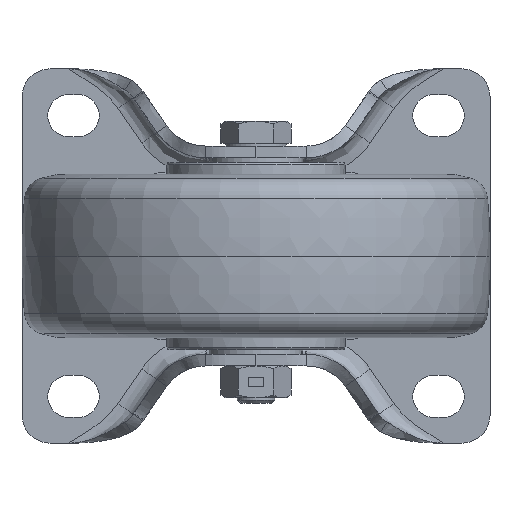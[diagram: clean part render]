
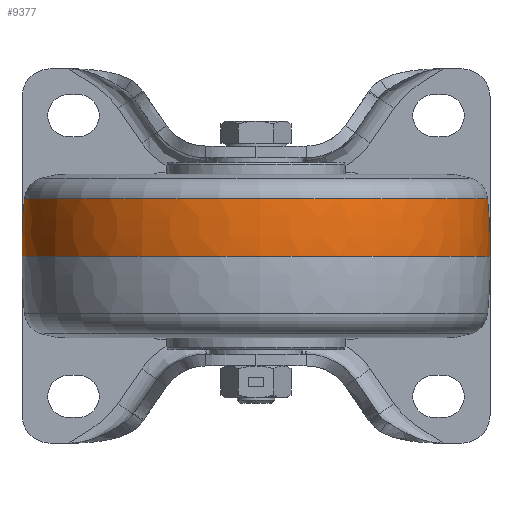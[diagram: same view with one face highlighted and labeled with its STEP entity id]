
A CAD part, front view. The second image highlights one B-rep face of the part: STEP entity #9377.
In plain terms, the highlighted toroidal (fillet/blend) face has major radius 74.996 mm and minor radius 125 mm.
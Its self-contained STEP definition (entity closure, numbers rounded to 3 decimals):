
#261 = CARTESIAN_POINT ( 'NONE',  ( 0., -75., 0. ) ) ;
#791 = EDGE_CURVE ( 'NONE', #21944, #3591, #34294, .T. ) ;
#1746 = EDGE_LOOP ( 'NONE', ( #36067, #41548, #10781, #15531 ) ) ;
#2143 = AXIS2_PLACEMENT_3D ( 'NONE', #26192, #48825, #41113 ) ;
#3591 = VERTEX_POINT ( 'NONE', #43155 ) ;
#4609 = FACE_OUTER_BOUND ( 'NONE', #1746, .T. ) ;
#6163 = AXIS2_PLACEMENT_3D ( 'NONE', #7835, #42934, #27991 ) ;
#7247 = AXIS2_PLACEMENT_3D ( 'NONE', #32189, #13492, #43642 ) ;
#7835 = CARTESIAN_POINT ( 'NONE',  ( 0., -75., 1. ) ) ;
#9377 = ADVANCED_FACE ( 'NONE', ( #4609 ), #11693, .T. ) ;
#10781 = ORIENTED_EDGE ( 'NONE', *, *, #26992, .T. ) ;
#10935 = CIRCLE ( 'NONE', #2143, 125. ) ;
#11099 = AXIS2_PLACEMENT_3D ( 'NONE', #45073, #30344, #30591 ) ;
#11498 = CIRCLE ( 'NONE', #33765, 50. ) ;
#11693 = TOROIDAL_SURFACE ( 'NONE', #6163, -74.996, 125. ) ;
#12547 = CARTESIAN_POINT ( 'NONE',  ( -49.994, -75.758, 0. ) ) ;
#13492 = DIRECTION ( 'NONE',  ( -0.015, 1., 0. ) ) ;
#13934 = CARTESIAN_POINT ( 'NONE',  ( 49.994, -74.242, 0. ) ) ;
#15493 = DIRECTION ( 'NONE',  ( 0., 0., 1. ) ) ;
#15531 = ORIENTED_EDGE ( 'NONE', *, *, #48167, .F. ) ;
#21944 = VERTEX_POINT ( 'NONE', #12547 ) ;
#24592 = EDGE_CURVE ( 'NONE', #21944, #40692, #11498, .T. ) ;
#26192 = CARTESIAN_POINT ( 'NONE',  ( -74.987, -76.137, 1. ) ) ;
#26992 = EDGE_CURVE ( 'NONE', #40692, #42813, #10935, .T. ) ;
#27991 = DIRECTION ( 'NONE',  ( 1., 0.015, 0. ) ) ;
#29267 = DIRECTION ( 'NONE',  ( 1., 0.015, 0. ) ) ;
#30344 = DIRECTION ( 'NONE',  ( 0., 0., 1. ) ) ;
#30591 = DIRECTION ( 'NONE',  ( 1., 0.015, 0. ) ) ;
#30937 = CIRCLE ( 'NONE', #11099, 49.496 ) ;
#32189 = CARTESIAN_POINT ( 'NONE',  ( 74.987, -73.863, 1. ) ) ;
#33765 = AXIS2_PLACEMENT_3D ( 'NONE', #261, #15493, #29267 ) ;
#34294 = CIRCLE ( 'NONE', #7247, 125. ) ;
#36067 = ORIENTED_EDGE ( 'NONE', *, *, #791, .F. ) ;
#40692 = VERTEX_POINT ( 'NONE', #13934 ) ;
#41113 = DIRECTION ( 'NONE',  ( 1., 0.015, 0. ) ) ;
#41548 = ORIENTED_EDGE ( 'NONE', *, *, #24592, .T. ) ;
#42813 = VERTEX_POINT ( 'NONE', #46663 ) ;
#42934 = DIRECTION ( 'NONE',  ( 0., 0., 1. ) ) ;
#43155 = CARTESIAN_POINT ( 'NONE',  ( -49.491, -75.751, 12.255 ) ) ;
#43642 = DIRECTION ( 'NONE',  ( -1., -0.015, 0. ) ) ;
#45073 = CARTESIAN_POINT ( 'NONE',  ( 0., -75., 12.255 ) ) ;
#46663 = CARTESIAN_POINT ( 'NONE',  ( 49.491, -74.249, 12.255 ) ) ;
#48167 = EDGE_CURVE ( 'NONE', #3591, #42813, #30937, .T. ) ;
#48825 = DIRECTION ( 'NONE',  ( 0.015, -1., 0. ) ) ;
